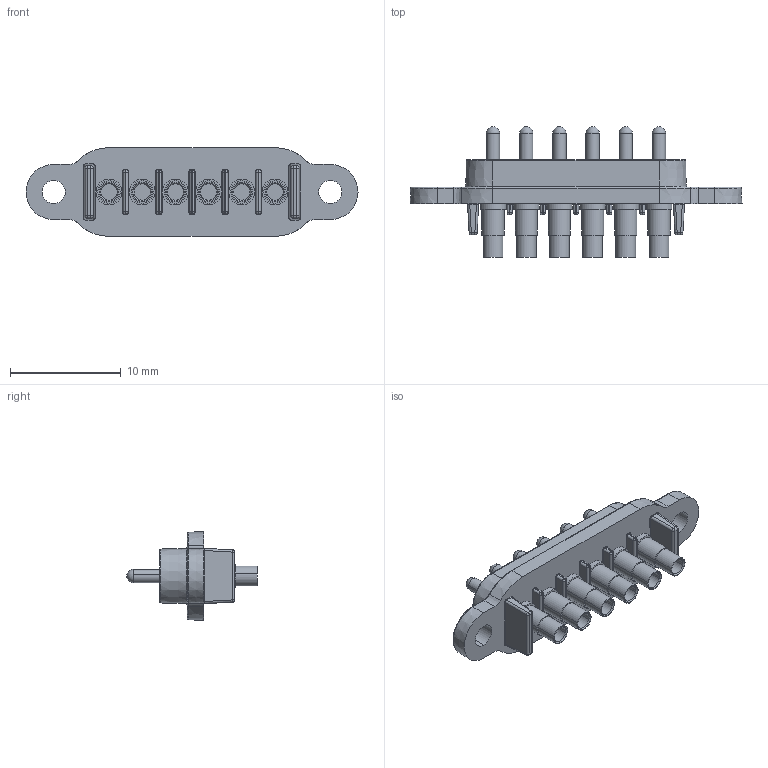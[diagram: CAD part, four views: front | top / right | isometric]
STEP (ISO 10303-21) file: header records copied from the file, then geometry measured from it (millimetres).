
FILE_DESCRIPTION (( 'STEP AP214' ), '1' );
FILE_NAME ('UEBK-30270.STEP', '2020-08-12T10:48:28', ( '' ), ( '' ), 'SwSTEP 2.0', 'SolidWorks 2020', '' );
FILE_SCHEMA (( 'AUTOMOTIVE_DESIGN' ));
Length unit declared in the file: millimetre
Products named in the file (3): UEBK-30270; Pin-30270; Gehäuse-30270
Assembly tree (7 placements, depth 2):
  UEBK-30270
    Gehäuse-30270
    Pin-30270  x6
Bounding box: 30 x 11.8 x 8 mm (x, y, z)
Volume: 479.3 mm3; surface area: 1407.4 mm2
Topology: 1 solids, 19 shells, 482 faces, 1014 edges, 596 vertices
Faces by surface type: cylinder 218, plane 100, bspline 82, cone 70, sphere 12
Entity records: 9536 total; most frequent: CARTESIAN_POINT 2832, DIRECTION 1320, ORIENTED_EDGE 1266, EDGE_CURVE 634, AXIS2_PLACEMENT_3D 522, VERTEX_POINT 358, EDGE_LOOP 327, ADVANCED_FACE 297
